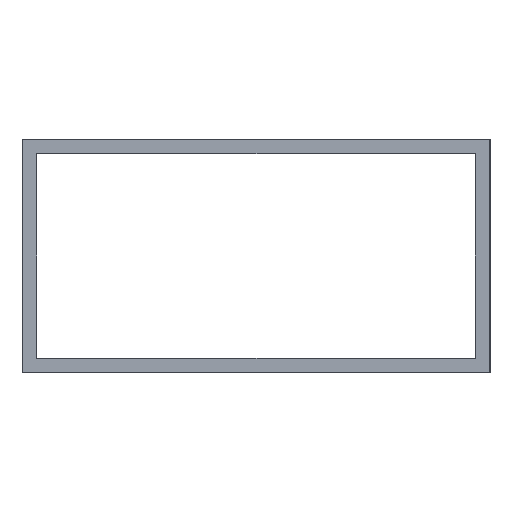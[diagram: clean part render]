
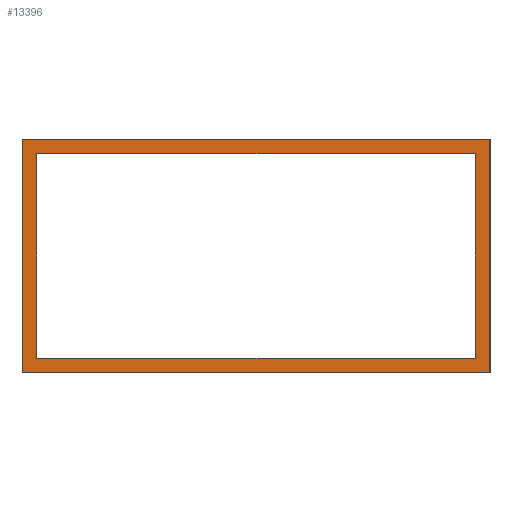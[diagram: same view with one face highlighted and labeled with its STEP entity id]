
A CAD part, left-side view. The second image highlights one B-rep face of the part: STEP entity #13396.
In plain terms, the highlighted planar face has unit normal (-1, 0, 0).
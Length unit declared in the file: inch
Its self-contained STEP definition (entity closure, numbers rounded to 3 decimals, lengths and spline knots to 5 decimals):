
#141 = LINE ( 'NONE', #8904, #4088 ) ;
#410 = DIRECTION ( 'NONE',  ( 0., 0., -1. ) ) ;
#879 = FACE_OUTER_BOUND ( 'NONE', #5530, .T. ) ;
#930 = ORIENTED_EDGE ( 'NONE', *, *, #4571, .T. ) ;
#1028 = EDGE_CURVE ( 'NONE', #5038, #8469, #7678, .T. ) ;
#1498 = ORIENTED_EDGE ( 'NONE', *, *, #13493, .T. ) ;
#1604 = CARTESIAN_POINT ( 'NONE',  ( -23.5, -1., 0.5 ) ) ;
#2304 = ORIENTED_EDGE ( 'NONE', *, *, #2573, .F. ) ;
#2573 = EDGE_CURVE ( 'NONE', #7503, #5038, #11224, .T. ) ;
#2688 = EDGE_CURVE ( 'NONE', #4462, #6294, #2828, .T. ) ;
#2707 = EDGE_LOOP ( 'NONE', ( #3262, #12436, #930, #1498 ) ) ;
#2828 = LINE ( 'NONE', #8376, #10253 ) ;
#2992 = CARTESIAN_POINT ( 'NONE',  ( -23.5, 1., 0.5 ) ) ;
#3262 = ORIENTED_EDGE ( 'NONE', *, *, #2688, .T. ) ;
#3394 = ORIENTED_EDGE ( 'NONE', *, *, #8073, .F. ) ;
#3797 = LINE ( 'NONE', #5929, #11025 ) ;
#4088 = VECTOR ( 'NONE', #6563, 39.37008 ) ;
#4166 = CARTESIAN_POINT ( 'NONE',  ( -23.5, 0., 0. ) ) ;
#4362 = EDGE_CURVE ( 'NONE', #5058, #7503, #7646, .T. ) ;
#4372 = PLANE ( 'NONE',  #5939 ) ;
#4462 = VERTEX_POINT ( 'NONE', #10199 ) ;
#4571 = EDGE_CURVE ( 'NONE', #13852, #7817, #3797, .T. ) ;
#4916 = CARTESIAN_POINT ( 'NONE',  ( -23.5, 0.9375, -0.4375 ) ) ;
#4988 = CARTESIAN_POINT ( 'NONE',  ( -23.5, -1., 0.5 ) ) ;
#5038 = VERTEX_POINT ( 'NONE', #10602 ) ;
#5058 = VERTEX_POINT ( 'NONE', #2992 ) ;
#5428 = DIRECTION ( 'NONE',  ( 0., 0., -1. ) ) ;
#5437 = DIRECTION ( 'NONE',  ( 0., -1., 0. ) ) ;
#5499 = VECTOR ( 'NONE', #6784, 39.37008 ) ;
#5517 = VECTOR ( 'NONE', #410, 39.37008 ) ;
#5530 = EDGE_LOOP ( 'NONE', ( #10660, #2304, #5833, #3394 ) ) ;
#5833 = ORIENTED_EDGE ( 'NONE', *, *, #4362, .F. ) ;
#5929 = CARTESIAN_POINT ( 'NONE',  ( -23.5, 0., 0.4375 ) ) ;
#5939 = AXIS2_PLACEMENT_3D ( 'NONE', #4166, #9566, #5428 ) ;
#6294 = VERTEX_POINT ( 'NONE', #4916 ) ;
#6563 = DIRECTION ( 'NONE',  ( 0., 0., 1. ) ) ;
#6784 = DIRECTION ( 'NONE',  ( 0., 0., -1. ) ) ;
#6850 = CARTESIAN_POINT ( 'NONE',  ( -23.5, -0.9375, 0. ) ) ;
#7100 = VECTOR ( 'NONE', #11014, 39.37008 ) ;
#7345 = CARTESIAN_POINT ( 'NONE',  ( -23.5, 0.9375, 0.4375 ) ) ;
#7503 = VERTEX_POINT ( 'NONE', #4988 ) ;
#7646 = LINE ( 'NONE', #8854, #12159 ) ;
#7678 = LINE ( 'NONE', #13090, #7100 ) ;
#7817 = VERTEX_POINT ( 'NONE', #12565 ) ;
#8073 = EDGE_CURVE ( 'NONE', #8469, #5058, #8140, .T. ) ;
#8140 = LINE ( 'NONE', #8209, #9476 ) ;
#8209 = CARTESIAN_POINT ( 'NONE',  ( -23.5, 1., 0.5 ) ) ;
#8376 = CARTESIAN_POINT ( 'NONE',  ( -23.5, 0., -0.4375 ) ) ;
#8469 = VERTEX_POINT ( 'NONE', #12980 ) ;
#8854 = CARTESIAN_POINT ( 'NONE',  ( -23.5, -1., 0.5 ) ) ;
#8904 = CARTESIAN_POINT ( 'NONE',  ( -23.5, 0.9375, 0. ) ) ;
#9136 = DIRECTION ( 'NONE',  ( 0., -1., 0. ) ) ;
#9476 = VECTOR ( 'NONE', #10411, 39.37008 ) ;
#9566 = DIRECTION ( 'NONE',  ( 1., 0., 0. ) ) ;
#10165 = EDGE_CURVE ( 'NONE', #6294, #13852, #141, .T. ) ;
#10199 = CARTESIAN_POINT ( 'NONE',  ( -23.5, -0.9375, -0.4375 ) ) ;
#10253 = VECTOR ( 'NONE', #12719, 39.37008 ) ;
#10411 = DIRECTION ( 'NONE',  ( 0., 0., 1. ) ) ;
#10602 = CARTESIAN_POINT ( 'NONE',  ( -23.5, -1., -0.5 ) ) ;
#10626 = LINE ( 'NONE', #6850, #5499 ) ;
#10660 = ORIENTED_EDGE ( 'NONE', *, *, #1028, .F. ) ;
#11014 = DIRECTION ( 'NONE',  ( 0., 1., 0. ) ) ;
#11025 = VECTOR ( 'NONE', #9136, 39.37008 ) ;
#11224 = LINE ( 'NONE', #1604, #5517 ) ;
#12159 = VECTOR ( 'NONE', #5437, 39.37008 ) ;
#12436 = ORIENTED_EDGE ( 'NONE', *, *, #10165, .T. ) ;
#12565 = CARTESIAN_POINT ( 'NONE',  ( -23.5, -0.9375, 0.4375 ) ) ;
#12719 = DIRECTION ( 'NONE',  ( 0., 1., 0. ) ) ;
#12906 = FACE_BOUND ( 'NONE', #2707, .T. ) ;
#12980 = CARTESIAN_POINT ( 'NONE',  ( -23.5, 1., -0.5 ) ) ;
#13090 = CARTESIAN_POINT ( 'NONE',  ( -23.5, -1., -0.5 ) ) ;
#13396 = ADVANCED_FACE ( 'NONE', ( #879, #12906 ), #4372, .F. ) ;
#13493 = EDGE_CURVE ( 'NONE', #7817, #4462, #10626, .T. ) ;
#13852 = VERTEX_POINT ( 'NONE', #7345 ) ;
